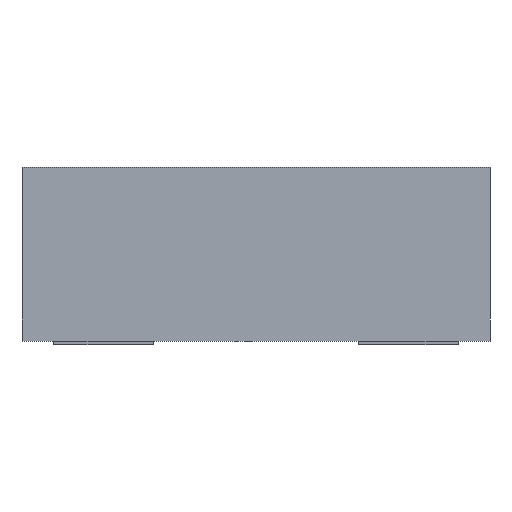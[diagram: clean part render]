
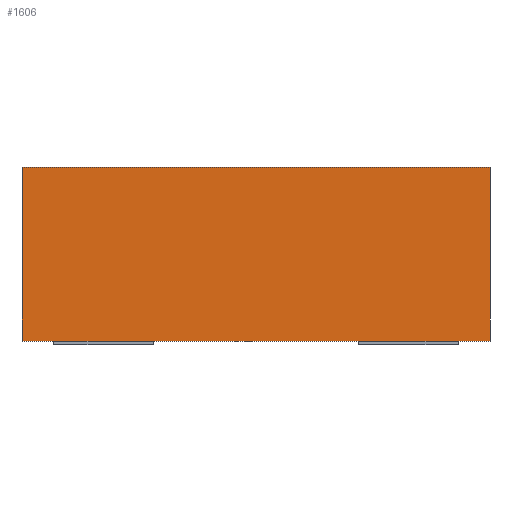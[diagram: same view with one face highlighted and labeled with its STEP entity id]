
A CAD part, front view. The second image highlights one B-rep face of the part: STEP entity #1606.
In plain terms, the highlighted planar face has unit normal (0, -1, 0).
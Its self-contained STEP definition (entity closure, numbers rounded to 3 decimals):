
#414 = VERTEX_POINT('',#415);
#415 = CARTESIAN_POINT('',(-6.6,-7.1,5.));
#421 = EDGE_CURVE('',#414,#422,#424,.T.);
#422 = VERTEX_POINT('',#423);
#423 = CARTESIAN_POINT('',(6.6,-7.1,5.));
#424 = LINE('',#425,#426);
#425 = CARTESIAN_POINT('',(0.,-7.1,5.));
#426 = VECTOR('',#427,1.);
#427 = DIRECTION('',(1.,0.,0.));
#1606 = ADVANCED_FACE('',(#1607),#1632,.F.);
#1607 = FACE_BOUND('',#1608,.T.);
#1608 = EDGE_LOOP('',(#1609,#1617,#1618,#1626));
#1609 = ORIENTED_EDGE('',*,*,#1610,.F.);
#1610 = EDGE_CURVE('',#422,#1611,#1613,.T.);
#1611 = VERTEX_POINT('',#1612);
#1612 = CARTESIAN_POINT('',(6.6,-7.1,0.1));
#1613 = LINE('',#1614,#1615);
#1614 = CARTESIAN_POINT('',(6.6,-7.1,5.));
#1615 = VECTOR('',#1616,1.);
#1616 = DIRECTION('',(-0.,0.,-1.));
#1617 = ORIENTED_EDGE('',*,*,#421,.F.);
#1618 = ORIENTED_EDGE('',*,*,#1619,.F.);
#1619 = EDGE_CURVE('',#1620,#414,#1622,.T.);
#1620 = VERTEX_POINT('',#1621);
#1621 = CARTESIAN_POINT('',(-6.6,-7.1,0.1));
#1622 = LINE('',#1623,#1624);
#1623 = CARTESIAN_POINT('',(-6.6,-7.1,5.));
#1624 = VECTOR('',#1625,1.);
#1625 = DIRECTION('',(0.,0.,1.));
#1626 = ORIENTED_EDGE('',*,*,#1627,.F.);
#1627 = EDGE_CURVE('',#1611,#1620,#1628,.T.);
#1628 = LINE('',#1629,#1630);
#1629 = CARTESIAN_POINT('',(-6.6,-7.1,0.1));
#1630 = VECTOR('',#1631,1.);
#1631 = DIRECTION('',(-1.,-0.,0.));
#1632 = PLANE('',#1633);
#1633 = AXIS2_PLACEMENT_3D('',#1634,#1635,#1636);
#1634 = CARTESIAN_POINT('',(-6.6,-7.1,5.));
#1635 = DIRECTION('',(0.,1.,0.));
#1636 = DIRECTION('',(-1.,-0.,0.));
